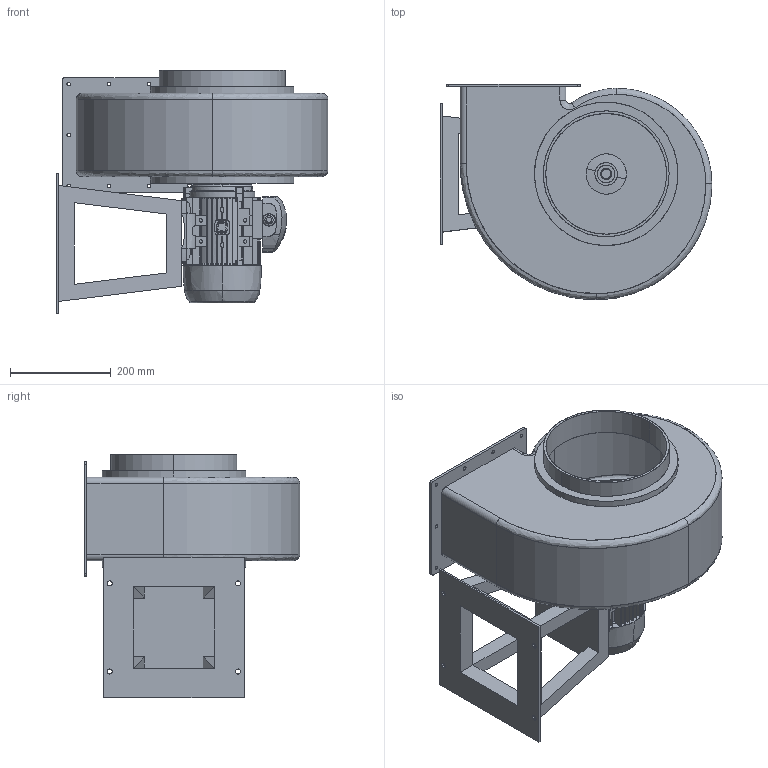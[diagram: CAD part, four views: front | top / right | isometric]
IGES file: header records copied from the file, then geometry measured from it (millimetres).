
Start section: SolidWorks IGES file using analytic representation for surfaces
Global section: file name: Assieme 200.IGS; native system: SolidWorks 2018; preprocessor: SolidWorks 2018; author: girelli; date: 220328.160800; units: millimetre
Bounding box: 540 x 428 x 484.6 mm (x, y, z)
Surface area: 1819207.4 mm2 (no closed solid volume)
Topology: 0 solids, 0 shells, 1196 faces, 14150 edges, 14150 vertices
Faces by surface type: bspline 704, revolution 492
